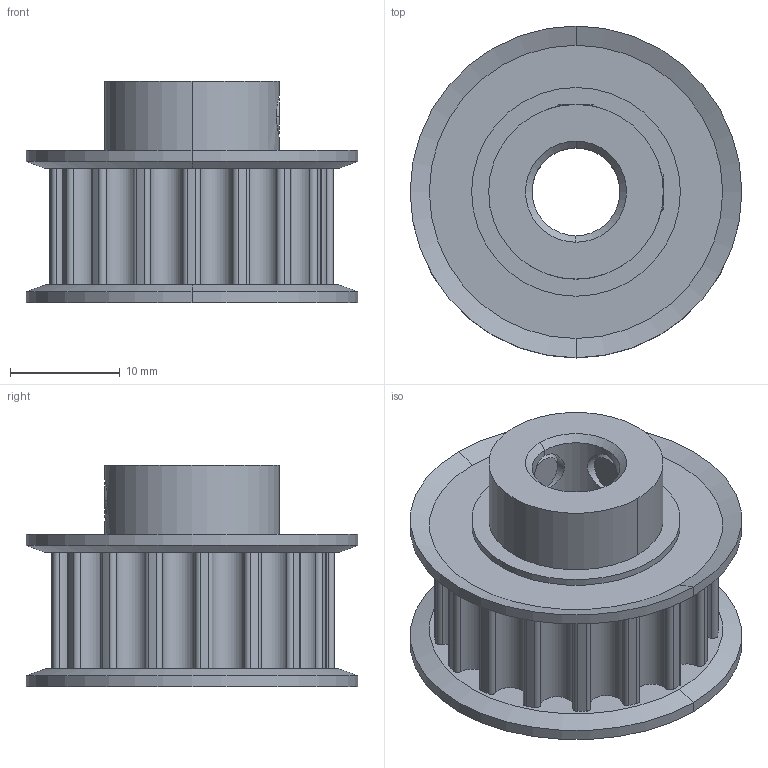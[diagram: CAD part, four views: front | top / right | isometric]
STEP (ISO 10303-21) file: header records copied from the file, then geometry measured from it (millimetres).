
FILE_DESCRIPTION((''),'2;1');
FILE_NAME('6','2016-12-29T',('SYSTEM'),(''),'PRO/ENGINEER BY PARAMETRIC TECHNOLOGY CORPORATION, 2015110','PRO/ENGINEER BY PARAMETRIC TECHNOLOGY CORPORATION, 2015110','');
FILE_SCHEMA(('AUTOMOTIVE_DESIGN { 1 0 10303 214 1 1 1 1 }'));
Length unit declared in the file: millimetre
Products named in the file (1): 6
Bounding box: 30.2 x 30.2 x 20.2 mm (x, y, z)
Volume: 6600.2 mm3; surface area: 4368.5 mm2
Topology: 1 solids, 1 shells, 133 faces, 354 edges, 232 vertices
Faces by surface type: cylinder 88, plane 25, cone 20
Entity records: 4730 total; most frequent: CARTESIAN_POINT 1119, DIRECTION 810, ORIENTED_EDGE 708, EDGE_CURVE 354, AXIS2_PLACEMENT_3D 331, VERTEX_POINT 232, CIRCLE 198, VECTOR 148
